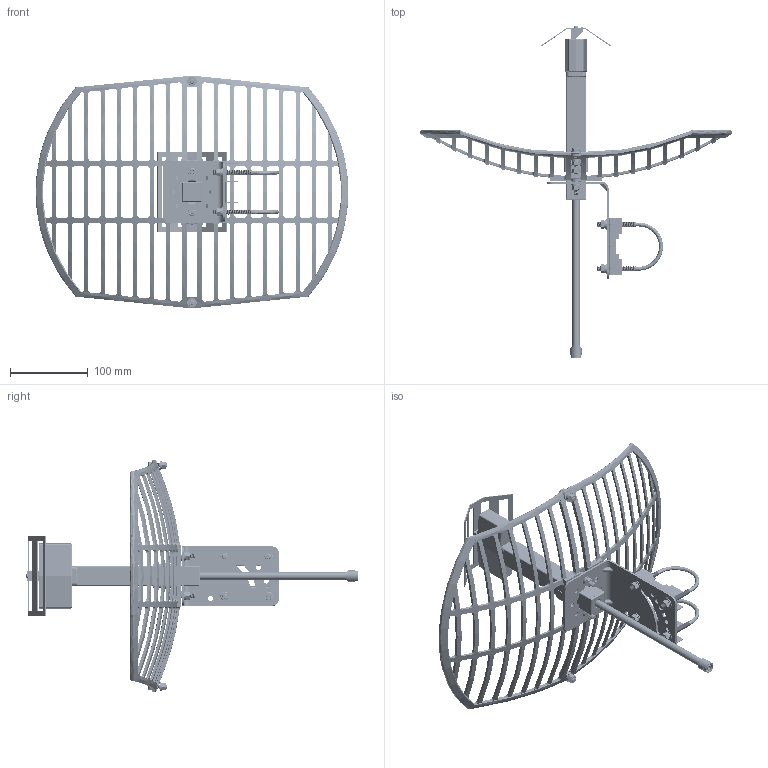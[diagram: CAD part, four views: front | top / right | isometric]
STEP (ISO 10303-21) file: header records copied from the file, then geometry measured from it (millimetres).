
FILE_DESCRIPTION (( 'STEP AP214' ), '1' );
FILE_NAME ('HG2415EG-1-TM_3D.STEP', '2021-04-12T15:46:32', ( '' ), ( '' ), 'SwSTEP 2.0', 'SolidWorks 2020', '' );
FILE_SCHEMA (( 'AUTOMOTIVE_DESIGN' ));
Length unit declared in the file: inch
Products named in the file (26): DIANLAN-7; HM6X30; TANJIE_3; 2400A_01; BAC504; W24GP0415_01; 2400A_03; N-K7; 2400A_15; 2400A_ASM; DIANPIAN_3; DIANPIAN_6X13X1; LUOMU_M6; HM6X20; AL25X150; JM_TA_ASM; PA3X10; JM_TA_01; TANJIE_6; DIANPIAN_6; CHOUXINMAODING_4X16; JM_TA_02; HG2415EG-1-TM_3D; JM_TA_03; 2400A_04; 2400A_02
Assembly tree (57 placements, depth 3):
  N-K7
  HG2415EG-1-TM_3D
    W24GP0415_01  x2
    2400A_ASM
      AL25X150
      2400A_15  x2
      2400A_04
      2400A_02
      2400A_03
      2400A_01
      DIANPIAN_3
      TANJIE_3
      PA3X10
      CHOUXINMAODING_4X16  x4
      DIANLAN-7
    JM_TA_ASM
      JM_TA_01
      JM_TA_02  x2
      JM_TA_03  x2
      DIANPIAN_6X13X1  x4
      TANJIE_6  x4
      LUOMU_M6  x4
    DIANPIAN_6  x8
    TANJIE_6  x4
    LUOMU_M6  x4
    HM6X30  x2
    HM6X20  x2
    BAC504
Bounding box: 402.91 x 427.7 x 298.68 mm (x, y, z)
Volume: 339835.4 mm3; surface area: 301945.2 mm2
Topology: 55 solids, 55 shells, 2662 faces, 7232 edges, 4614 vertices
Faces by surface type: cylinder 1111, plane 921, bspline 486, cone 142, torus 2
Entity records: 101751 total; most frequent: CARTESIAN_POINT 66543, ORIENTED_EDGE 7996, DIRECTION 5394, EDGE_CURVE 3998, VERTEX_POINT 2559, AXIS2_PLACEMENT_3D 1815, VECTOR 1764, LINE 1764
